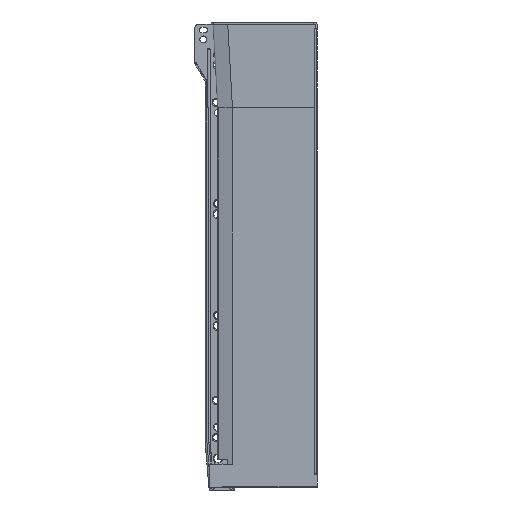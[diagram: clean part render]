
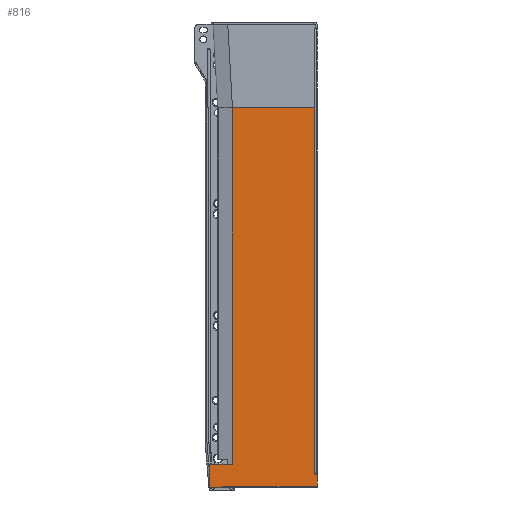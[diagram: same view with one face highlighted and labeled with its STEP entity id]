
A CAD part, left-side view. The second image highlights one B-rep face of the part: STEP entity #816.
In plain terms, the highlighted planar face has unit normal (-1, 0, 0).
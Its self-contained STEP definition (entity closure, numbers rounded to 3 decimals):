
#188 = DIRECTION ( 'NONE',  ( 0., 0., -1. ) ) ;
#259 = LINE ( 'NONE', #1204, #3427 ) ;
#393 = DIRECTION ( 'NONE',  ( 0., 0., 1. ) ) ;
#566 = VECTOR ( 'NONE', #6996, 1000. ) ;
#816 = ADVANCED_FACE ( 'NONE', ( #916 ), #3280, .T. ) ;
#916 = FACE_OUTER_BOUND ( 'NONE', #7220, .T. ) ;
#1201 = EDGE_CURVE ( 'NONE', #6032, #5810, #259, .T. ) ;
#1204 = CARTESIAN_POINT ( 'NONE',  ( -14.887, -0.837, -72. ) ) ;
#1279 = CARTESIAN_POINT ( 'NONE',  ( -14.887, -2.091, -396.9 ) ) ;
#1286 = ORIENTED_EDGE ( 'NONE', *, *, #7217, .T. ) ;
#1617 = VERTEX_POINT ( 'NONE', #4383 ) ;
#1616 = EDGE_CURVE ( 'NONE', #9968, #5810, #2712, .T. ) ;
#1630 = CARTESIAN_POINT ( 'NONE',  ( -14.887, 79.5, -396.9 ) ) ;
#1718 = EDGE_CURVE ( 'NONE', #1820, #3221, #9242, .T. ) ;
#1786 = DIRECTION ( 'NONE',  ( 0., 0., 1. ) ) ;
#1800 = ORIENTED_EDGE ( 'NONE', *, *, #7767, .T. ) ;
#1820 = VERTEX_POINT ( 'NONE', #6318 ) ;
#1902 = CARTESIAN_POINT ( 'NONE',  ( -14.887, -2.091, -398. ) ) ;
#1922 = CARTESIAN_POINT ( 'NONE',  ( -14.887, 90.645, -398. ) ) ;
#1946 = CARTESIAN_POINT ( 'NONE',  ( -14.887, 70.9, -378. ) ) ;
#2012 = VECTOR ( 'NONE', #1786, 1000. ) ;
#2184 = ORIENTED_EDGE ( 'NONE', *, *, #7548, .T. ) ;
#2192 = CARTESIAN_POINT ( 'NONE',  ( -14.887, 90.645, -378. ) ) ;
#2245 = VERTEX_POINT ( 'NONE', #6179 ) ;
#2271 = CARTESIAN_POINT ( 'NONE',  ( -14.887, -378., -387. ) ) ;
#2657 = VECTOR ( 'NONE', #9515, 1000. ) ;
#2712 = LINE ( 'NONE', #9860, #9455 ) ;
#2795 = AXIS2_PLACEMENT_3D ( 'NONE', #4067, #9713, #188 ) ;
#2907 = DIRECTION ( 'NONE',  ( 0., 1., 0. ) ) ;
#3010 = LINE ( 'NONE', #2271, #7184 ) ;
#3221 = VERTEX_POINT ( 'NONE', #1630 ) ;
#3280 = PLANE ( 'NONE',  #2795 ) ;
#3427 = VECTOR ( 'NONE', #7550, 1000. ) ;
#3468 = LINE ( 'NONE', #6655, #2012 ) ;
#3576 = EDGE_CURVE ( 'NONE', #3221, #4184, #4610, .T. ) ;
#3682 = ORIENTED_EDGE ( 'NONE', *, *, #5940, .T. ) ;
#3697 = VERTEX_POINT ( 'NONE', #6484 ) ;
#3869 = ORIENTED_EDGE ( 'NONE', *, *, #7006, .F. ) ;
#4067 = CARTESIAN_POINT ( 'NONE',  ( -14.887, -0.837, -398. ) ) ;
#4157 = LINE ( 'NONE', #1902, #7681 ) ;
#4184 = VERTEX_POINT ( 'NONE', #9021 ) ;
#4383 = CARTESIAN_POINT ( 'NONE',  ( -14.887, -0.837, -387. ) ) ;
#4398 = ORIENTED_EDGE ( 'NONE', *, *, #1718, .F. ) ;
#4488 = DIRECTION ( 'NONE',  ( 0., 1., 0. ) ) ;
#4610 = LINE ( 'NONE', #10339, #7538 ) ;
#4757 = VECTOR ( 'NONE', #8323, 1000. ) ;
#4911 = CARTESIAN_POINT ( 'NONE',  ( -14.887, -0.837, -72. ) ) ;
#4961 = VECTOR ( 'NONE', #4488, 1000. ) ;
#5282 = LINE ( 'NONE', #2192, #566 ) ;
#5401 = DIRECTION ( 'NONE',  ( 0., 0., -1. ) ) ;
#5517 = EDGE_CURVE ( 'NONE', #3697, #9968, #6094, .T. ) ;
#5810 = VERTEX_POINT ( 'NONE', #9195 ) ;
#5940 = EDGE_CURVE ( 'NONE', #3697, #9377, #5282, .T. ) ;
#6032 = VERTEX_POINT ( 'NONE', #4911 ) ;
#6063 = CARTESIAN_POINT ( 'NONE',  ( -14.887, 70.9, -378. ) ) ;
#6094 = LINE ( 'NONE', #1946, #4757 ) ;
#6179 = CARTESIAN_POINT ( 'NONE',  ( -14.887, -2.091, -387. ) ) ;
#6318 = CARTESIAN_POINT ( 'NONE',  ( -14.887, -2.091, -396.9 ) ) ;
#6341 = CARTESIAN_POINT ( 'NONE',  ( -14.887, 70.9, -398. ) ) ;
#6484 = CARTESIAN_POINT ( 'NONE',  ( -14.887, 90.645, -378. ) ) ;
#6655 = CARTESIAN_POINT ( 'NONE',  ( -14.887, -0.837, -398. ) ) ;
#6724 = DIRECTION ( 'NONE',  ( 0., 0., -1. ) ) ;
#6996 = DIRECTION ( 'NONE',  ( 0., 0., -1. ) ) ;
#7006 = EDGE_CURVE ( 'NONE', #2245, #1820, #4157, .T. ) ;
#7184 = VECTOR ( 'NONE', #2907, 1000. ) ;
#7217 = EDGE_CURVE ( 'NONE', #2245, #1617, #3010, .T. ) ;
#7220 = EDGE_LOOP ( 'NONE', ( #4398, #3869, #1286, #2184, #9873, #8419, #9424, #3682, #1800, #7563 ) ) ;
#7538 = VECTOR ( 'NONE', #5401, 1000. ) ;
#7548 = EDGE_CURVE ( 'NONE', #1617, #6032, #3468, .T. ) ;
#7550 = DIRECTION ( 'NONE',  ( 0., 1., 0. ) ) ;
#7563 = ORIENTED_EDGE ( 'NONE', *, *, #3576, .F. ) ;
#7681 = VECTOR ( 'NONE', #6724, 1000. ) ;
#7767 = EDGE_CURVE ( 'NONE', #9377, #4184, #9414, .T. ) ;
#8323 = DIRECTION ( 'NONE',  ( 0., -1., 0. ) ) ;
#8419 = ORIENTED_EDGE ( 'NONE', *, *, #1616, .F. ) ;
#9021 = CARTESIAN_POINT ( 'NONE',  ( -14.887, 79.5, -398. ) ) ;
#9195 = CARTESIAN_POINT ( 'NONE',  ( -14.887, 70.9, -72. ) ) ;
#9242 = LINE ( 'NONE', #1279, #4961 ) ;
#9377 = VERTEX_POINT ( 'NONE', #1922 ) ;
#9414 = LINE ( 'NONE', #6341, #2657 ) ;
#9424 = ORIENTED_EDGE ( 'NONE', *, *, #5517, .F. ) ;
#9455 = VECTOR ( 'NONE', #393, 1000. ) ;
#9515 = DIRECTION ( 'NONE',  ( 0., -1., 0. ) ) ;
#9713 = DIRECTION ( 'NONE',  ( -1., 0., 0. ) ) ;
#9860 = CARTESIAN_POINT ( 'NONE',  ( -14.887, 70.9, -398. ) ) ;
#9873 = ORIENTED_EDGE ( 'NONE', *, *, #1201, .T. ) ;
#9968 = VERTEX_POINT ( 'NONE', #6063 ) ;
#10339 = CARTESIAN_POINT ( 'NONE',  ( -14.887, 79.5, -398. ) ) ;
